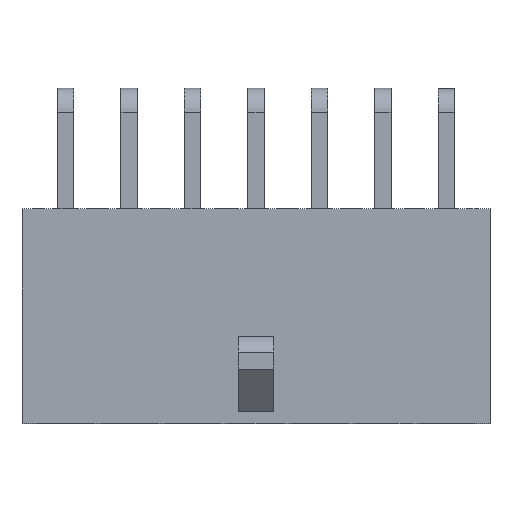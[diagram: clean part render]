
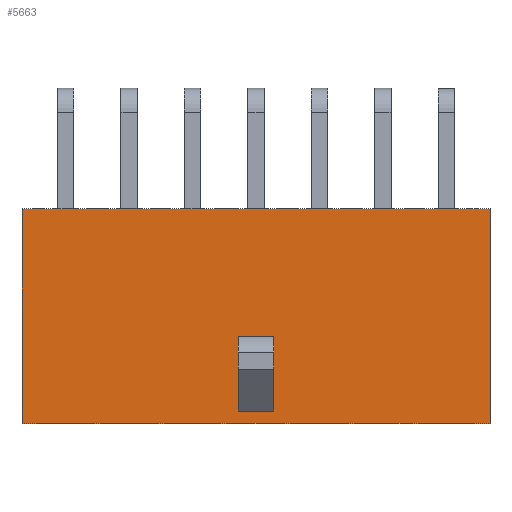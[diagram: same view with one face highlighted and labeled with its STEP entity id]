
A CAD part, top view. The second image highlights one B-rep face of the part: STEP entity #5663.
In plain terms, the highlighted face is planar.
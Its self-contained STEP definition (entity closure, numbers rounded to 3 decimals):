
#554=ORIENTED_EDGE('',*,*,#1841,.T.);
#555=ORIENTED_EDGE('',*,*,#2103,.F.);
#556=ORIENTED_EDGE('',*,*,#1890,.F.);
#557=ORIENTED_EDGE('',*,*,#2104,.T.);
#558=ORIENTED_EDGE('',*,*,#2070,.F.);
#559=ORIENTED_EDGE('',*,*,#2068,.F.);
#560=ORIENTED_EDGE('',*,*,#2066,.T.);
#561=ORIENTED_EDGE('',*,*,#2063,.T.);
#1841=EDGE_CURVE('',#2646,#2644,#3157,.T.);
#1890=EDGE_CURVE('',#2694,#2695,#3206,.T.);
#2063=EDGE_CURVE('',#2846,#2847,#3351,.T.);
#2066=EDGE_CURVE('',#2848,#2846,#3353,.T.);
#2068=EDGE_CURVE('',#2848,#2849,#3354,.T.);
#2070=EDGE_CURVE('',#2849,#2847,#3356,.T.);
#2103=EDGE_CURVE('',#2695,#2644,#3369,.T.);
#2104=EDGE_CURVE('',#2694,#2646,#3370,.T.);
#2644=VERTEX_POINT('',#7988);
#2646=VERTEX_POINT('',#7991);
#2694=VERTEX_POINT('',#8089);
#2695=VERTEX_POINT('',#8091);
#2846=VERTEX_POINT('',#8469);
#2847=VERTEX_POINT('',#8470);
#2848=VERTEX_POINT('',#8475);
#2849=VERTEX_POINT('',#8479);
#3157=LINE('',#7990,#3895);
#3206=LINE('',#8090,#3944);
#3351=LINE('',#8468,#4089);
#3353=LINE('',#8474,#4091);
#3354=LINE('',#8478,#4092);
#3356=LINE('',#8482,#4094);
#3369=LINE('',#8574,#4107);
#3370=LINE('',#8575,#4108);
#3895=VECTOR('',#6424,1000.);
#3944=VECTOR('',#6477,1000.);
#4089=VECTOR('',#6722,1000.);
#4091=VECTOR('',#6728,1000.);
#4092=VECTOR('',#6733,1000.);
#4094=VECTOR('',#6737,1000.);
#4107=VECTOR('',#6788,1000.);
#4108=VECTOR('',#6789,1000.);
#4664=EDGE_LOOP('',(#554,#555,#556,#557));
#4665=EDGE_LOOP('',(#558,#559,#560,#561));
#5038=FACE_BOUND('',#4664,.T.);
#5039=FACE_BOUND('',#4665,.T.);
#5353=PLANE('',#6056);
#5663=ADVANCED_FACE('',(#5038,#5039),#5353,.F.);
#6056=AXIS2_PLACEMENT_3D('',#8573,#6786,#6787);
#6424=DIRECTION('',(-1.,0.,0.));
#6477=DIRECTION('',(-1.,0.,0.));
#6722=DIRECTION('',(0.,0.,1.));
#6728=DIRECTION('',(1.,0.,0.));
#6733=DIRECTION('',(0.,0.,1.));
#6737=DIRECTION('',(1.,0.,0.));
#6786=DIRECTION('',(0.,-1.,0.));
#6787=DIRECTION('',(1.,0.,0.));
#6788=DIRECTION('',(0.,0.,-1.));
#6789=DIRECTION('',(0.,0.,-1.));
#7988=CARTESIAN_POINT('',(-9.22,2.99,0.));
#7990=CARTESIAN_POINT('',(9.22,2.99,0.));
#7991=CARTESIAN_POINT('',(9.22,2.99,0.));
#8089=CARTESIAN_POINT('',(9.22,2.99,8.46));
#8090=CARTESIAN_POINT('',(9.22,2.99,8.46));
#8091=CARTESIAN_POINT('',(-9.22,2.99,8.46));
#8468=CARTESIAN_POINT('',(0.7,2.99,5.02));
#8469=CARTESIAN_POINT('',(0.7,2.99,5.02));
#8470=CARTESIAN_POINT('',(0.7,2.99,7.97));
#8474=CARTESIAN_POINT('',(-0.7,2.99,5.02));
#8475=CARTESIAN_POINT('',(-0.7,2.99,5.02));
#8478=CARTESIAN_POINT('',(-0.7,2.99,5.02));
#8479=CARTESIAN_POINT('',(-0.7,2.99,7.97));
#8482=CARTESIAN_POINT('',(-0.7,2.99,7.97));
#8573=CARTESIAN_POINT('',(9.22,2.99,8.46));
#8574=CARTESIAN_POINT('',(-9.22,2.99,8.46));
#8575=CARTESIAN_POINT('',(9.22,2.99,8.46));
